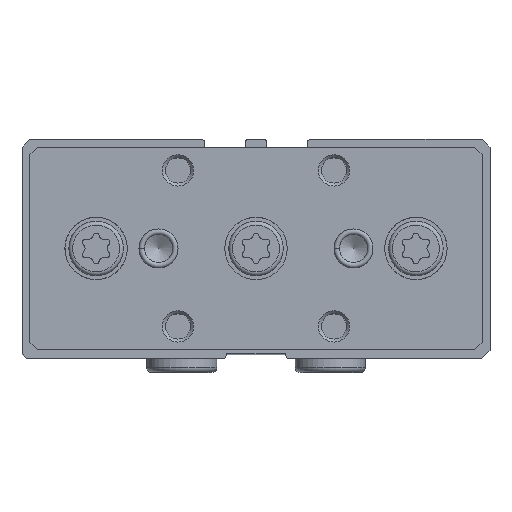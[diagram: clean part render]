
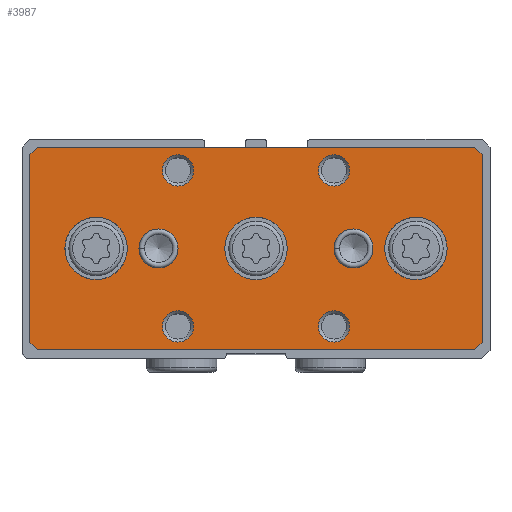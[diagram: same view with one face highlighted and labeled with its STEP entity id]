
A CAD part, top view. The second image highlights one B-rep face of the part: STEP entity #3987.
In plain terms, the highlighted face is planar.
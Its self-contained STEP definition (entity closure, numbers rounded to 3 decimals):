
#173=PLANE('',#4410);
#325=CIRCLE('',#4411,4.);
#326=CIRCLE('',#4412,4.);
#327=CIRCLE('',#4413,4.);
#328=CIRCLE('',#4414,2.5);
#329=CIRCLE('',#4415,2.5);
#330=CIRCLE('',#4416,2.);
#331=CIRCLE('',#4417,2.);
#332=CIRCLE('',#4418,2.);
#333=CIRCLE('',#4419,2.);
#605=LINE('',#6652,#835);
#606=LINE('',#6655,#836);
#607=LINE('',#6657,#837);
#608=LINE('',#6659,#838);
#609=LINE('',#6661,#839);
#610=LINE('',#6663,#840);
#611=LINE('',#6665,#841);
#612=LINE('',#6667,#842);
#835=VECTOR('',#5305,1000.);
#836=VECTOR('',#5306,1000.);
#837=VECTOR('',#5307,1000.);
#838=VECTOR('',#5308,1000.);
#839=VECTOR('',#5309,1000.);
#840=VECTOR('',#5310,1000.);
#841=VECTOR('',#5311,1000.);
#842=VECTOR('',#5312,1000.);
#1423=ORIENTED_EDGE('',*,*,#2238,.F.);
#1424=ORIENTED_EDGE('',*,*,#2239,.F.);
#1425=ORIENTED_EDGE('',*,*,#2240,.F.);
#1426=ORIENTED_EDGE('',*,*,#2241,.F.);
#1427=ORIENTED_EDGE('',*,*,#2242,.F.);
#1428=ORIENTED_EDGE('',*,*,#2243,.F.);
#1429=ORIENTED_EDGE('',*,*,#2244,.F.);
#1430=ORIENTED_EDGE('',*,*,#2245,.F.);
#1431=ORIENTED_EDGE('',*,*,#2246,.F.);
#1432=ORIENTED_EDGE('',*,*,#2247,.T.);
#1433=ORIENTED_EDGE('',*,*,#2248,.T.);
#1434=ORIENTED_EDGE('',*,*,#2249,.T.);
#1435=ORIENTED_EDGE('',*,*,#2250,.T.);
#1436=ORIENTED_EDGE('',*,*,#2251,.T.);
#1437=ORIENTED_EDGE('',*,*,#2252,.T.);
#1438=ORIENTED_EDGE('',*,*,#2253,.T.);
#1439=ORIENTED_EDGE('',*,*,#2254,.T.);
#2238=EDGE_CURVE('',#2710,#2710,#325,.T.);
#2239=EDGE_CURVE('',#2711,#2711,#326,.T.);
#2240=EDGE_CURVE('',#2712,#2712,#327,.T.);
#2241=EDGE_CURVE('',#2713,#2713,#328,.T.);
#2242=EDGE_CURVE('',#2714,#2714,#329,.T.);
#2243=EDGE_CURVE('',#2715,#2715,#330,.T.);
#2244=EDGE_CURVE('',#2716,#2716,#331,.T.);
#2245=EDGE_CURVE('',#2717,#2717,#332,.T.);
#2246=EDGE_CURVE('',#2718,#2718,#333,.T.);
#2247=EDGE_CURVE('',#2719,#2720,#605,.T.);
#2248=EDGE_CURVE('',#2720,#2721,#606,.T.);
#2249=EDGE_CURVE('',#2721,#2722,#607,.T.);
#2250=EDGE_CURVE('',#2722,#2723,#608,.T.);
#2251=EDGE_CURVE('',#2723,#2724,#609,.T.);
#2252=EDGE_CURVE('',#2724,#2725,#610,.T.);
#2253=EDGE_CURVE('',#2725,#2726,#611,.T.);
#2254=EDGE_CURVE('',#2726,#2719,#612,.T.);
#2710=VERTEX_POINT('',#6635);
#2711=VERTEX_POINT('',#6637);
#2712=VERTEX_POINT('',#6639);
#2713=VERTEX_POINT('',#6641);
#2714=VERTEX_POINT('',#6643);
#2715=VERTEX_POINT('',#6645);
#2716=VERTEX_POINT('',#6647);
#2717=VERTEX_POINT('',#6649);
#2718=VERTEX_POINT('',#6651);
#2719=VERTEX_POINT('',#6653);
#2720=VERTEX_POINT('',#6654);
#2721=VERTEX_POINT('',#6656);
#2722=VERTEX_POINT('',#6658);
#2723=VERTEX_POINT('',#6660);
#2724=VERTEX_POINT('',#6662);
#2725=VERTEX_POINT('',#6664);
#2726=VERTEX_POINT('',#6666);
#3141=EDGE_LOOP('',(#1423));
#3142=EDGE_LOOP('',(#1424));
#3143=EDGE_LOOP('',(#1425));
#3144=EDGE_LOOP('',(#1426));
#3145=EDGE_LOOP('',(#1427));
#3146=EDGE_LOOP('',(#1428));
#3147=EDGE_LOOP('',(#1429));
#3148=EDGE_LOOP('',(#1430));
#3149=EDGE_LOOP('',(#1431));
#3150=EDGE_LOOP('',(#1432,#1433,#1434,#1435,#1436,#1437,#1438,#1439));
#3540=FACE_BOUND('',#3141,.T.);
#3541=FACE_BOUND('',#3142,.T.);
#3542=FACE_BOUND('',#3143,.T.);
#3543=FACE_BOUND('',#3144,.T.);
#3544=FACE_BOUND('',#3145,.T.);
#3545=FACE_BOUND('',#3146,.T.);
#3546=FACE_BOUND('',#3147,.T.);
#3547=FACE_BOUND('',#3148,.T.);
#3548=FACE_BOUND('',#3149,.T.);
#3549=FACE_BOUND('',#3150,.T.);
#3987=ADVANCED_FACE('',(#3540,#3541,#3542,#3543,#3544,#3545,#3546,#3547,
#3548,#3549),#173,.T.);
#4410=AXIS2_PLACEMENT_3D('',#6633,#5285,#5286);
#4411=AXIS2_PLACEMENT_3D('',#6634,#5287,#5288);
#4412=AXIS2_PLACEMENT_3D('',#6636,#5289,#5290);
#4413=AXIS2_PLACEMENT_3D('',#6638,#5291,#5292);
#4414=AXIS2_PLACEMENT_3D('',#6640,#5293,#5294);
#4415=AXIS2_PLACEMENT_3D('',#6642,#5295,#5296);
#4416=AXIS2_PLACEMENT_3D('',#6644,#5297,#5298);
#4417=AXIS2_PLACEMENT_3D('',#6646,#5299,#5300);
#4418=AXIS2_PLACEMENT_3D('',#6648,#5301,#5302);
#4419=AXIS2_PLACEMENT_3D('',#6650,#5303,#5304);
#5285=DIRECTION('',(1.,0.,0.));
#5286=DIRECTION('',(0.,0.,-1.));
#5287=DIRECTION('',(1.,0.,0.));
#5288=DIRECTION('',(0.,0.,-1.));
#5289=DIRECTION('',(1.,0.,0.));
#5290=DIRECTION('',(0.,0.,-1.));
#5291=DIRECTION('',(1.,0.,0.));
#5292=DIRECTION('',(0.,0.,-1.));
#5293=DIRECTION('',(1.,0.,0.));
#5294=DIRECTION('',(0.,0.,-1.));
#5295=DIRECTION('',(1.,0.,0.));
#5296=DIRECTION('',(0.,0.,-1.));
#5297=DIRECTION('',(1.,0.,0.));
#5298=DIRECTION('',(0.,0.,-1.));
#5299=DIRECTION('',(1.,0.,0.));
#5300=DIRECTION('',(0.,0.,-1.));
#5301=DIRECTION('',(1.,0.,0.));
#5302=DIRECTION('',(0.,0.,-1.));
#5303=DIRECTION('',(1.,0.,0.));
#5304=DIRECTION('',(0.,0.,-1.));
#5305=DIRECTION('',(0.,-1.,0.));
#5306=DIRECTION('',(0.,-0.707,-0.707));
#5307=DIRECTION('',(0.,0.,-1.));
#5308=DIRECTION('',(0.,0.707,-0.707));
#5309=DIRECTION('',(0.,1.,0.));
#5310=DIRECTION('',(0.,0.707,0.707));
#5311=DIRECTION('',(0.,0.,1.));
#5312=DIRECTION('',(0.,-0.707,0.707));
#6633=CARTESIAN_POINT('',(13.,0.,0.));
#6634=CARTESIAN_POINT('',(13.,0.,20.5));
#6635=CARTESIAN_POINT('',(13.,0.,16.5));
#6636=CARTESIAN_POINT('',(13.,0.,-20.5));
#6637=CARTESIAN_POINT('',(13.,0.,-24.5));
#6638=CARTESIAN_POINT('',(13.,0.,0.));
#6639=CARTESIAN_POINT('',(13.,0.,-4.));
#6640=CARTESIAN_POINT('',(13.,0.,12.5));
#6641=CARTESIAN_POINT('',(13.,0.,10.));
#6642=CARTESIAN_POINT('',(13.,0.,-12.5));
#6643=CARTESIAN_POINT('',(13.,0.,-15.));
#6644=CARTESIAN_POINT('',(13.,-10.,10.));
#6645=CARTESIAN_POINT('',(13.,-10.,8.));
#6646=CARTESIAN_POINT('',(13.,-10.,-10.));
#6647=CARTESIAN_POINT('',(13.,-10.,-12.));
#6648=CARTESIAN_POINT('',(13.,10.,10.));
#6649=CARTESIAN_POINT('',(13.,10.,8.));
#6650=CARTESIAN_POINT('',(13.,10.,-10.));
#6651=CARTESIAN_POINT('',(13.,10.,-12.));
#6652=CARTESIAN_POINT('',(13.,12.,29.));
#6653=CARTESIAN_POINT('',(13.,12.,29.));
#6654=CARTESIAN_POINT('',(13.,-12.,29.));
#6655=CARTESIAN_POINT('',(13.,-12.,29.));
#6656=CARTESIAN_POINT('',(13.,-13.,28.));
#6657=CARTESIAN_POINT('',(13.,-13.,28.));
#6658=CARTESIAN_POINT('',(13.,-13.,-28.));
#6659=CARTESIAN_POINT('',(13.,-13.,-28.));
#6660=CARTESIAN_POINT('',(13.,-12.,-29.));
#6661=CARTESIAN_POINT('',(13.,-12.,-29.));
#6662=CARTESIAN_POINT('',(13.,12.,-29.));
#6663=CARTESIAN_POINT('',(13.,12.,-29.));
#6664=CARTESIAN_POINT('',(13.,13.,-28.));
#6665=CARTESIAN_POINT('',(13.,13.,-28.));
#6666=CARTESIAN_POINT('',(13.,13.,28.));
#6667=CARTESIAN_POINT('',(13.,13.,28.));
